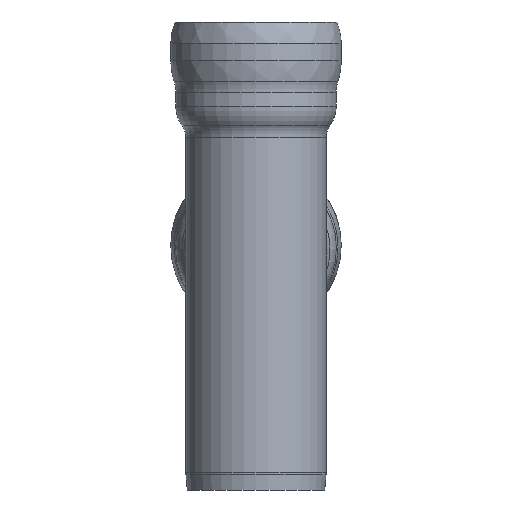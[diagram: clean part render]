
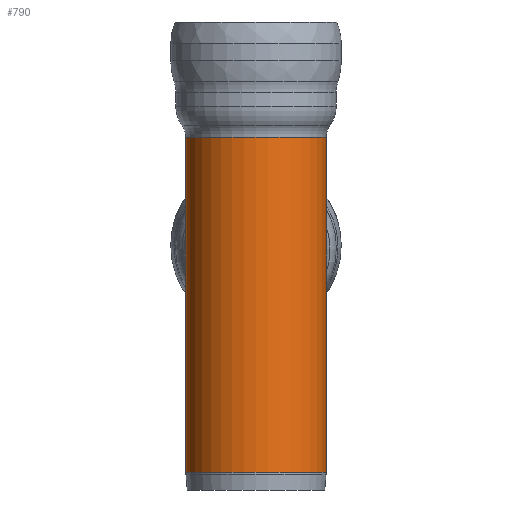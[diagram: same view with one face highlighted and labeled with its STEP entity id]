
A CAD part, left-side view. The second image highlights one B-rep face of the part: STEP entity #790.
In plain terms, the highlighted cylindrical face has radius 210 mm (diameter 420 mm), a full revolution.
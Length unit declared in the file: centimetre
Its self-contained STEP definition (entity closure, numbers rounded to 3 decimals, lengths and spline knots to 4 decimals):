
#28=CYLINDRICAL_SURFACE('',#918,21.);
#108=CIRCLE('',#891,21.);
#109=CIRCLE('',#892,21.);
#129=CIRCLE('',#919,21.);
#130=CIRCLE('',#920,21.);
#185=FACE_OUTER_BOUND('',#228,.T.);
#228=EDGE_LOOP('',(#700,#701,#702,#703,#704,#705,#706,#707,#708,#709,#710,
#711));
#251=LINE('',#1668,#274);
#252=LINE('',#1669,#275);
#274=VECTOR('',#1199,21.);
#275=VECTOR('',#1200,21.);
#287=ELLIPSE('',#860,28.9506,21.);
#290=ELLIPSE('',#863,28.9506,21.);
#291=ELLIPSE('',#865,30.5075,21.);
#294=ELLIPSE('',#868,30.5075,21.);
#329=VERTEX_POINT('',#1454);
#330=VERTEX_POINT('',#1455);
#334=VERTEX_POINT('',#1463);
#335=VERTEX_POINT('',#1467);
#349=VERTEX_POINT('',#1562);
#350=VERTEX_POINT('',#1564);
#365=VERTEX_POINT('',#1664);
#366=VERTEX_POINT('',#1665);
#428=EDGE_CURVE('',#329,#330,#287,.T.);
#433=EDGE_CURVE('',#330,#334,#290,.T.);
#434=EDGE_CURVE('',#334,#335,#291,.T.);
#437=EDGE_CURVE('',#335,#329,#294,.T.);
#457=EDGE_CURVE('',#350,#349,#108,.T.);
#458=EDGE_CURVE('',#349,#350,#109,.T.);
#481=EDGE_CURVE('',#365,#366,#129,.T.);
#482=EDGE_CURVE('',#366,#365,#130,.T.);
#483=EDGE_CURVE('',#366,#330,#251,.T.);
#484=EDGE_CURVE('',#335,#350,#252,.T.);
#700=ORIENTED_EDGE('',*,*,#481,.F.);
#701=ORIENTED_EDGE('',*,*,#482,.F.);
#702=ORIENTED_EDGE('',*,*,#483,.T.);
#703=ORIENTED_EDGE('',*,*,#433,.T.);
#704=ORIENTED_EDGE('',*,*,#434,.T.);
#705=ORIENTED_EDGE('',*,*,#484,.T.);
#706=ORIENTED_EDGE('',*,*,#457,.T.);
#707=ORIENTED_EDGE('',*,*,#458,.T.);
#708=ORIENTED_EDGE('',*,*,#484,.F.);
#709=ORIENTED_EDGE('',*,*,#437,.T.);
#710=ORIENTED_EDGE('',*,*,#428,.T.);
#711=ORIENTED_EDGE('',*,*,#483,.F.);
#790=ADVANCED_FACE('',(#185),#28,.T.);
#860=AXIS2_PLACEMENT_3D('',#1456,#1070,#1071);
#863=AXIS2_PLACEMENT_3D('',#1465,#1078,#1079);
#865=AXIS2_PLACEMENT_3D('',#1468,#1082,#1083);
#868=AXIS2_PLACEMENT_3D('',#1472,#1088,#1089);
#891=AXIS2_PLACEMENT_3D('',#1565,#1136,#1137);
#892=AXIS2_PLACEMENT_3D('',#1566,#1138,#1139);
#918=AXIS2_PLACEMENT_3D('',#1663,#1193,#1194);
#919=AXIS2_PLACEMENT_3D('',#1666,#1195,#1196);
#920=AXIS2_PLACEMENT_3D('',#1667,#1197,#1198);
#1070=DIRECTION('center_axis',(-0.688,0.,
-0.725));
#1071=DIRECTION('ref_axis',(-0.725,0.,0.688));
#1078=DIRECTION('center_axis',(-0.688,0.,
-0.725));
#1079=DIRECTION('ref_axis',(-0.725,0.,0.688));
#1082=DIRECTION('center_axis',(-0.725,0.,
0.688));
#1083=DIRECTION('ref_axis',(-0.688,0.,-0.725));
#1088=DIRECTION('center_axis',(-0.725,0.,
0.688));
#1089=DIRECTION('ref_axis',(-0.688,0.,-0.725));
#1136=DIRECTION('center_axis',(0.,0.,-1.));
#1137=DIRECTION('ref_axis',(1.,0.,0.));
#1138=DIRECTION('center_axis',(0.,0.,-1.));
#1139=DIRECTION('ref_axis',(1.,0.,0.));
#1193=DIRECTION('center_axis',(0.,0.,-1.));
#1194=DIRECTION('ref_axis',(-1.,0.,0.));
#1195=DIRECTION('center_axis',(0.,0.,-1.));
#1196=DIRECTION('ref_axis',(1.,0.,0.));
#1197=DIRECTION('center_axis',(0.,0.,-1.));
#1198=DIRECTION('ref_axis',(1.,0.,0.));
#1199=DIRECTION('',(0.,0.,1.));
#1200=DIRECTION('',(0.,0.,1.));
#1454=CARTESIAN_POINT('',(109.9999,199.347,-46.3993));
#1455=CARTESIAN_POINT('',(130.9999,178.347,-66.3276));
#1456=CARTESIAN_POINT('Origin',(109.9999,178.347,-46.3993));
#1463=CARTESIAN_POINT('',(109.9999,157.347,-46.3993));
#1465=CARTESIAN_POINT('Origin',(109.9999,178.347,-46.3993));
#1467=CARTESIAN_POINT('',(130.9999,178.347,-24.27));
#1468=CARTESIAN_POINT('Origin',(109.9999,178.347,-46.3993));
#1472=CARTESIAN_POINT('Origin',(109.9999,178.347,-46.3993));
#1562=CARTESIAN_POINT('',(109.9999,157.347,-10.9049));
#1564=CARTESIAN_POINT('',(130.9999,178.347,-10.9049));
#1565=CARTESIAN_POINT('Origin',(109.9999,178.347,-10.9049));
#1566=CARTESIAN_POINT('Origin',(109.9999,178.347,-10.9049));
#1663=CARTESIAN_POINT('Origin',(109.9999,178.347,-106.2574));
#1664=CARTESIAN_POINT('',(109.9999,157.347,-111.1155));
#1665=CARTESIAN_POINT('',(130.9999,178.347,-111.1155));
#1666=CARTESIAN_POINT('Origin',(109.9999,178.347,-111.1155));
#1667=CARTESIAN_POINT('Origin',(109.9999,178.347,-111.1155));
#1668=CARTESIAN_POINT('',(130.9999,178.347,-106.2574));
#1669=CARTESIAN_POINT('',(130.9999,178.347,-106.2574));
